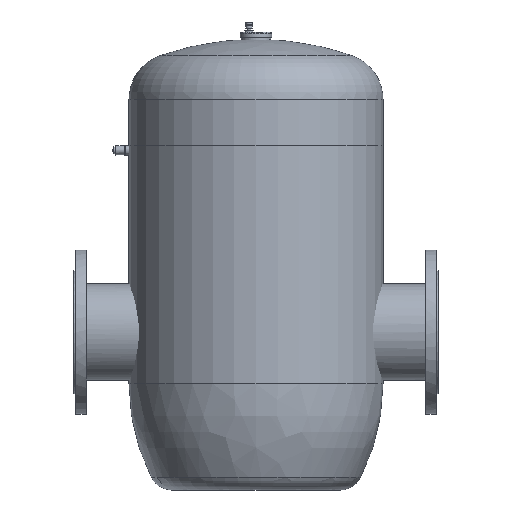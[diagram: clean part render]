
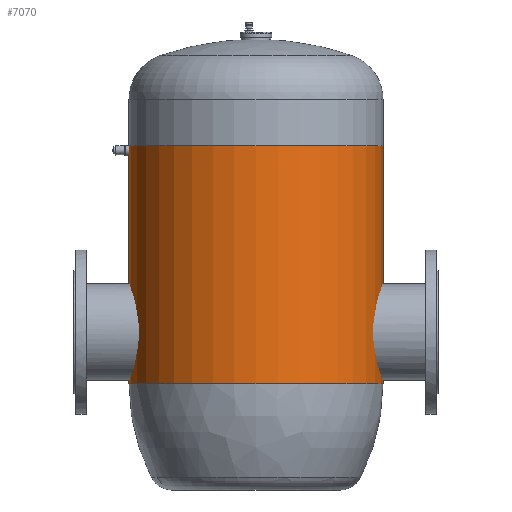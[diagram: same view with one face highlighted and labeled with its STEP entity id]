
A CAD part, front view. The second image highlights one B-rep face of the part: STEP entity #7070.
In plain terms, the highlighted cylindrical face has radius 221.301 mm (diameter 442.602 mm), a partial arc.
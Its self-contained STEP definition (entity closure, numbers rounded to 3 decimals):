
#7018=CARTESIAN_POINT('Vertex',(-221.301,0.,325.166)) ;
#7021=CARTESIAN_POINT('Axis2P3D Location',(0.,0.,325.166)) ;
#7025=CARTESIAN_POINT('Vertex',(221.301,0.,325.166)) ;
#7040=CARTESIAN_POINT('Axis2P3D Location',(0.,0.,745.5)) ;
#7045=CARTESIAN_POINT('Line Origine',(-221.301,0.,745.5)) ;
#7049=CARTESIAN_POINT('Vertex',(-221.301,0.,-89.834)) ;
#7052=CARTESIAN_POINT('Axis2P3D Location',(0.,0.,-89.834)) ;
#7056=CARTESIAN_POINT('Vertex',(221.301,0.,-89.834)) ;
#7059=CARTESIAN_POINT('Line Origine',(221.301,0.,745.5)) ;
#7022=DIRECTION('Axis2P3D Direction',(0.,0.,-1.)) ;
#7041=DIRECTION('Axis2P3D Direction',(0.,0.,-1.)) ;
#7042=DIRECTION('Axis2P3D XDirection',(0.,1.,0.)) ;
#7046=DIRECTION('Vector Direction',(0.,0.,-1.)) ;
#7053=DIRECTION('Axis2P3D Direction',(0.,0.,-1.)) ;
#7060=DIRECTION('Vector Direction',(0.,0.,-1.)) ;
#7023=AXIS2_PLACEMENT_3D('Circle Axis2P3D',#7021,#7022,$) ;
#7043=AXIS2_PLACEMENT_3D('Cylinder Axis2P3D',#7040,#7041,#7042) ;
#7054=AXIS2_PLACEMENT_3D('Circle Axis2P3D',#7052,#7053,$) ;
#7065=ORIENTED_EDGE('',*,*,#7051,.T.) ;
#7066=ORIENTED_EDGE('',*,*,#7058,.F.) ;
#7067=ORIENTED_EDGE('',*,*,#7063,.T.) ;
#7068=ORIENTED_EDGE('',*,*,#7027,.T.) ;
#7047=VECTOR('Line Direction',#7046,1.) ;
#7061=VECTOR('Line Direction',#7060,1.) ;
#7070=ADVANCED_FACE('discaldeaerator_caleffi_551dn_1.1\\PartBody',(#7069),#7044,.T.) ;
#7024=CIRCLE('generated circle',#7023,221.301) ;
#7055=CIRCLE('generated circle',#7054,221.301) ;
#7044=CYLINDRICAL_SURFACE('generated cylinder',#7043,221.301) ;
#7027=EDGE_CURVE('',#7026,#7019,#7024,.T.) ;
#7051=EDGE_CURVE('',#7019,#7050,#7048,.T.) ;
#7058=EDGE_CURVE('',#7057,#7050,#7055,.T.) ;
#7063=EDGE_CURVE('',#7057,#7026,#7062,.F.) ;
#7064=EDGE_LOOP('',(#7065,#7066,#7067,#7068)) ;
#7069=FACE_OUTER_BOUND('',#7064,.T.) ;
#7048=LINE('Line',#7045,#7047) ;
#7062=LINE('Line',#7059,#7061) ;
#7019=VERTEX_POINT('',#7018) ;
#7026=VERTEX_POINT('',#7025) ;
#7050=VERTEX_POINT('',#7049) ;
#7057=VERTEX_POINT('',#7056) ;
